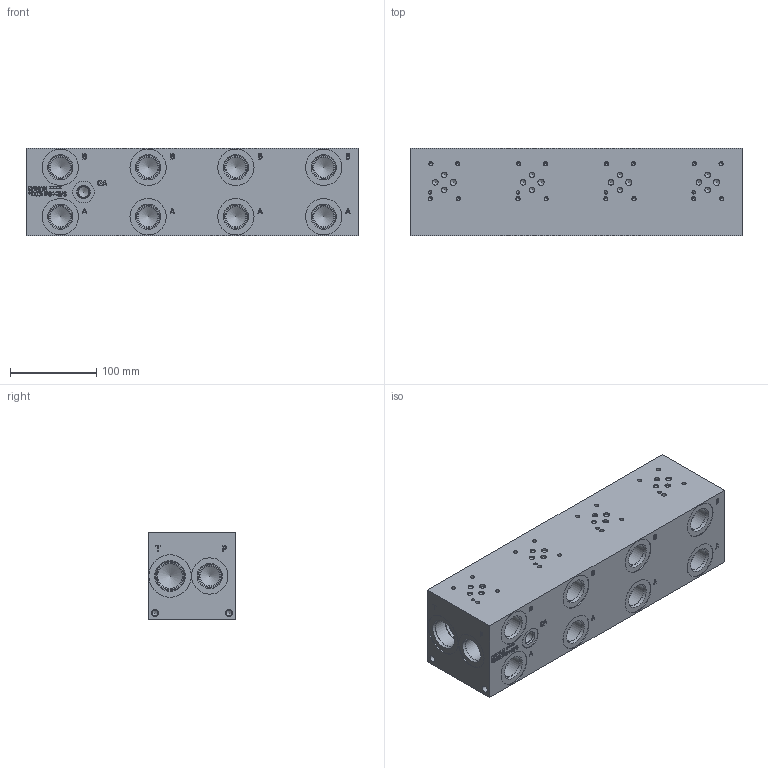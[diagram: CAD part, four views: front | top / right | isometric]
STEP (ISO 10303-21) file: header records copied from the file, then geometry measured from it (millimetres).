
FILE_DESCRIPTION(/* description */ (''),/* implementation_level */ '2;1');
FILE_NAME(/* name */ '_D03HP044S_S.stp',/* time_stamp */ '2021-07-21T10:54:01-04:00',/* author */ ('anthonyv'),/* organization */ (''),/* preprocessor_version */ 'ST-DEVELOPER v18.1',/* originating_system */ 'Autodesk Inventor 2021',/* authorisation */ '');
FILE_SCHEMA (('AUTOMOTIVE_DESIGN { 1 0 10303 214 3 1 1 }'));
Length unit declared in the file: millimetre
Products named in the file (1): _D03HP044S_S
Bounding box: 384.18 x 101.6 x 101.6 mm (x, y, z)
Volume: 3690516.2 mm3; surface area: 220670.3 mm2
Topology: 1 solids, 1 shells, 874 faces, 2389 edges, 1625 vertices
Faces by surface type: plane 463, bspline 185, cylinder 131, cone 95
Full cylindrical faces by diameter (mm): 3.785 x16, 3.962 x4, 4.826 x16, 6.35 x12, 6.528 x4, 7.137 x4, 7.925 x4, 12.294 x1, 12.9 x1, 14.275 x1, 14.529 x1, 17.475 x1, 22.225 x1, 23.012 x10, 23.698 x1, 24.917 x10, 25.019 x1, 25.4 x1, 26.187 x1, 26.99 x6, 27 x4, 27.381 x1, 27.432 x10, 28.575 x2, 31.267 x2, 33.34 x2, 33.757 x2, 42.037 x10, 49.124 x2
Entity records: 29137 total; most frequent: CARTESIAN_POINT 7240, ORIENTED_EDGE 4670, DIRECTION 3840, EDGE_CURVE 2335, VERTEX_POINT 1625, LINE 1470, VECTOR 1470, AXIS2_PLACEMENT_3D 1185
